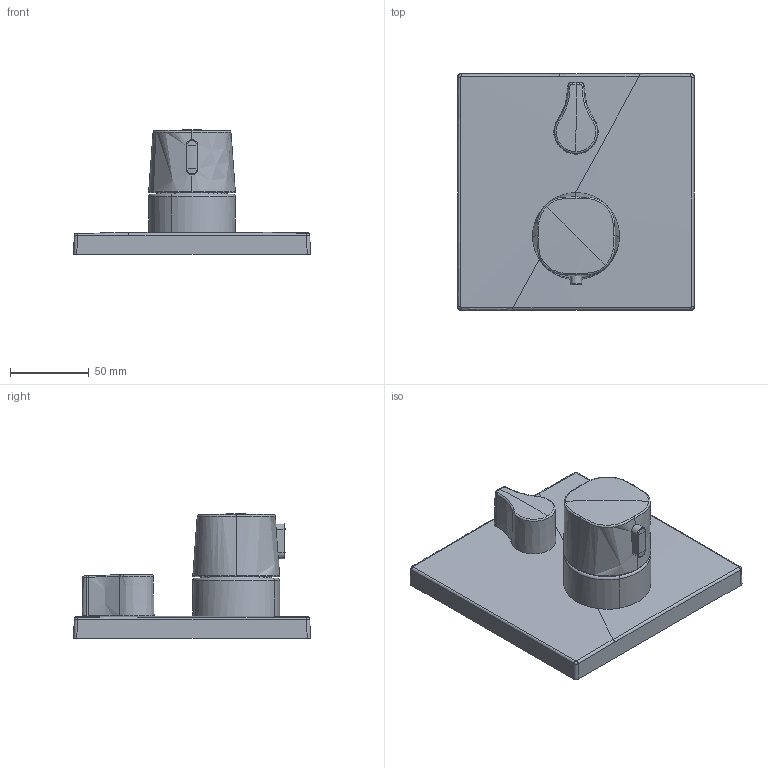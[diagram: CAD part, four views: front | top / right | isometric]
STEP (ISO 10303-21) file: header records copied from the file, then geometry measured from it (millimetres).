
FILE_DESCRIPTION (( 'STEP AP203' ), '1' );
FILE_NAME ('8113956233(2020)+8114956233(2020).STEP', '2020-12-07T11:25:24', ( '' ), ( '' ), 'SwSTEP 2.0', 'SolidWorks 2016', '' );
FILE_SCHEMA (( 'CONFIG_CONTROL_DESIGN' ));
Length unit declared in the file: millimetre
Products named in the file (1): 8113956233(2020)+8114956233(2020)
Bounding box: 150 x 150 x 78.79 mm (x, y, z)
Volume: 477170.1 mm3; surface area: 68484.2 mm2
Topology: 1 solids, 1 shells, 80 faces, 190 edges, 116 vertices
Faces by surface type: bspline 25, torus 14, plane 13, cylinder 13, sphere 8, cone 7
Entity records: 5750 total; most frequent: CARTESIAN_POINT 4009, ORIENTED_EDGE 380, DIRECTION 305, EDGE_CURVE 190, AXIS2_PLACEMENT_3D 134, VERTEX_POINT 116, EDGE_LOOP 84, FACE_OUTER_BOUND 80
